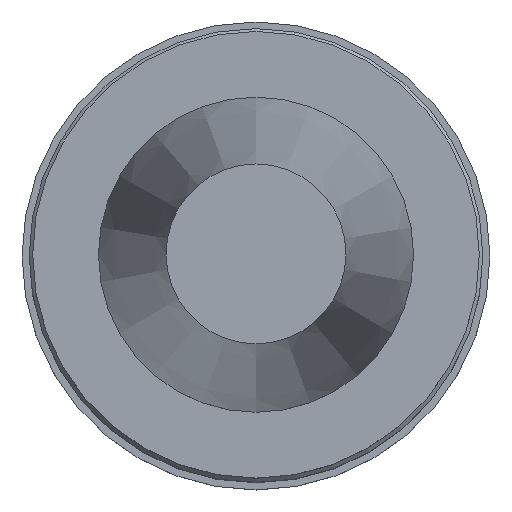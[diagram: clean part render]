
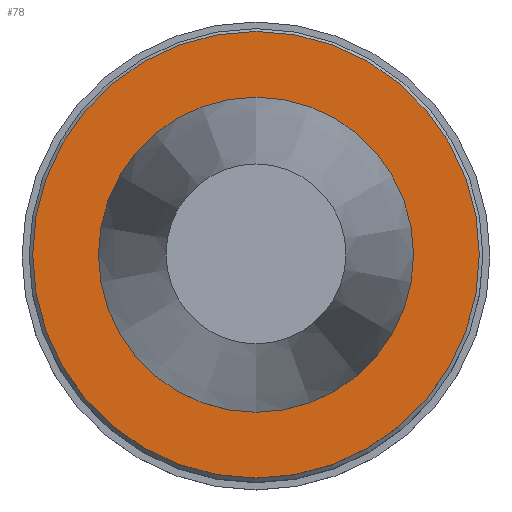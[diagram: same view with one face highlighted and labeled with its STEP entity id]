
A CAD part, top view. The second image highlights one B-rep face of the part: STEP entity #78.
In plain terms, the highlighted planar face has unit normal (0, 0, 1).
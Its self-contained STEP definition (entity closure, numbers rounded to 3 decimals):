
#78=ADVANCED_FACE('',(#104,#105),#106,.T.);
#104=FACE_OUTER_BOUND('',#162,.T.);
#105=FACE_BOUND('',#163,.T.);
#106=PLANE('',#164);
#162=EDGE_LOOP('',(#226));
#163=EDGE_LOOP('',(#227));
#164=AXIS2_PLACEMENT_3D('',#228,#229,#230);
#226=ORIENTED_EDGE('',*,*,#313,.F.);
#227=ORIENTED_EDGE('',*,*,#312,.T.);
#228=CARTESIAN_POINT('',(0.,26.863,-1.));
#229=DIRECTION('',(0.,0.,1.0));
#230=DIRECTION('',(0.,-1.0,0.));
#312=EDGE_CURVE('',#333,#333,#334,.T.);
#313=EDGE_CURVE('',#335,#335,#336,.T.);
#333=VERTEX_POINT('',#371);
#334=CIRCLE('',#372,22.225);
#335=VERTEX_POINT('',#373);
#336=CIRCLE('',#374,31.5);
#371=CARTESIAN_POINT('',(0.,22.225,-1.));
#372=AXIS2_PLACEMENT_3D('',#411,#412,#413);
#373=CARTESIAN_POINT('',(0.,31.5,-1.));
#374=AXIS2_PLACEMENT_3D('',#414,#415,#416);
#411=CARTESIAN_POINT('',(0.,0.,-1.0));
#412=DIRECTION('',(0.,0.,-1.0));
#413=DIRECTION('',(0.,1.0,0.));
#414=CARTESIAN_POINT('',(0.,0.,-1.0));
#415=DIRECTION('',(0.,0.,-1.0));
#416=DIRECTION('',(0.,1.0,0.));
